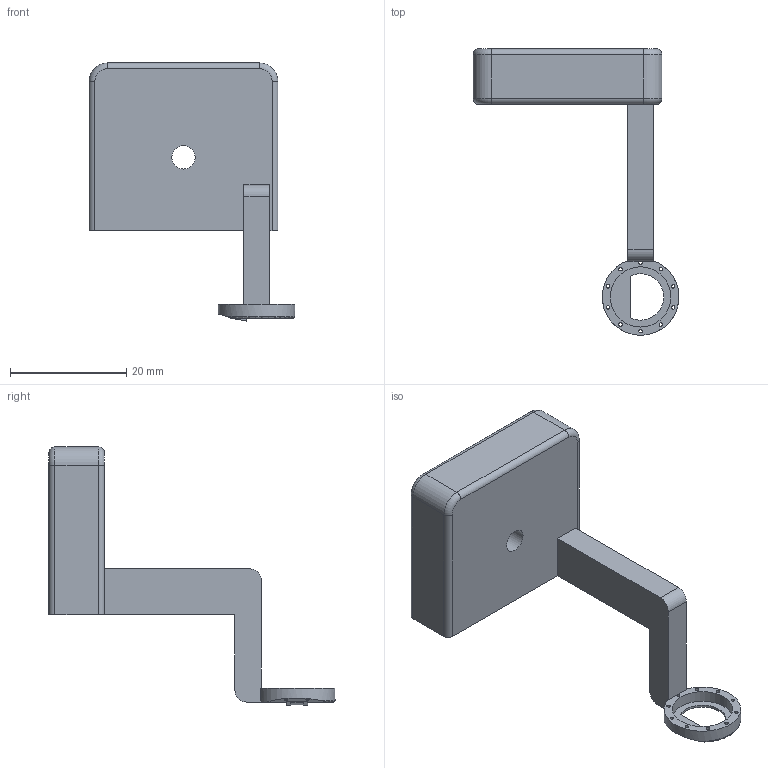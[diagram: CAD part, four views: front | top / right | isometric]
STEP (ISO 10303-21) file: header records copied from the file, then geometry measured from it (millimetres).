
FILE_DESCRIPTION(/* description */ (''),/* implementation_level */ '2;1');
FILE_NAME(/* name */ 'Cantilever Redesigned With 12deg Angle V1.step',/* time_stamp */ '2024-06-17T17:23:48-04:00',/* author */ (''),/* organization */ (''),/* preprocessor_version */ 'ST-DEVELOPER v20',/* originating_system */ 'Autodesk Translation Framework v12.20.1.177',/* authorisation */ '');
FILE_SCHEMA (('AUTOMOTIVE_DESIGN { 1 0 10303 214 3 1 1 }'));
Length unit declared in the file: millimetre
Products named in the file (1): z_Cantilever Redesigned With 12deg Angle_AH_mod
Bounding box: 35.47 x 49.29 x 44.47 mm (x, y, z)
Volume: 6022.8 mm3; surface area: 4586.3 mm2
Topology: 1 solids, 1 shells, 68 faces, 193 edges, 126 vertices
Faces by surface type: plane 39, cylinder 24, torus 5
Full cylindrical faces by diameter (mm): 0.6 x10, 4.014 x1, 10.4 x1
Entity records: 2314 total; most frequent: CARTESIAN_POINT 412, ORIENTED_EDGE 386, DIRECTION 386, EDGE_CURVE 193, LINE 134, VECTOR 134, VERTEX_POINT 126, AXIS2_PLACEMENT_3D 126
